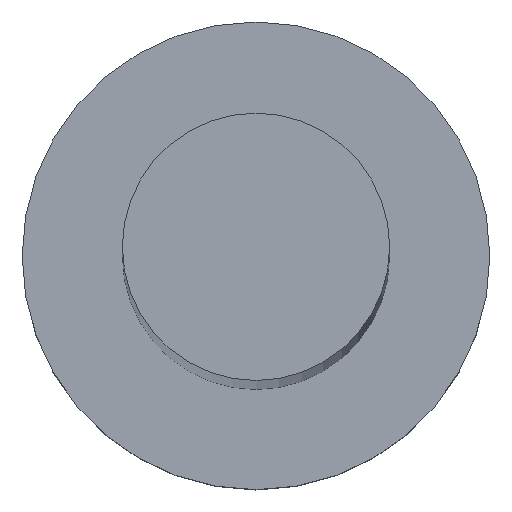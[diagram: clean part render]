
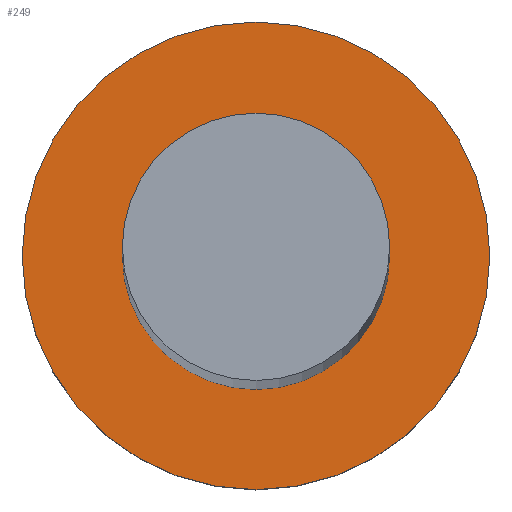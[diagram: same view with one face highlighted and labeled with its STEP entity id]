
A CAD part, top view. The second image highlights one B-rep face of the part: STEP entity #249.
In plain terms, the highlighted planar face has unit normal (0, 0, 1).
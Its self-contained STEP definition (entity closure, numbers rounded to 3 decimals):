
#1 = AXIS2_PLACEMENT_3D ( 'NONE', #110, #57, #188 ) ;
#8 = EDGE_LOOP ( 'NONE', ( #18, #66 ) ) ;
#18 = ORIENTED_EDGE ( 'NONE', *, *, #228, .T. ) ;
#20 = EDGE_CURVE ( 'NONE', #237, #119, #58, .T. ) ;
#21 = VERTEX_POINT ( 'NONE', #143 ) ;
#33 = DIRECTION ( 'NONE',  ( 0., 0., 1. ) ) ;
#38 = CARTESIAN_POINT ( 'NONE',  ( 0., 0., 5. ) ) ;
#51 = AXIS2_PLACEMENT_3D ( 'NONE', #59, #210, #129 ) ;
#57 = DIRECTION ( 'NONE',  ( 0., 0., 1. ) ) ;
#58 = CIRCLE ( 'NONE', #153, 4. ) ;
#59 = CARTESIAN_POINT ( 'NONE',  ( 0., 0., 5. ) ) ;
#60 = AXIS2_PLACEMENT_3D ( 'NONE', #38, #230, #79 ) ;
#66 = ORIENTED_EDGE ( 'NONE', *, *, #186, .T. ) ;
#69 = CIRCLE ( 'NONE', #51, 7. ) ;
#77 = CIRCLE ( 'NONE', #1, 7. ) ;
#79 = DIRECTION ( 'NONE',  ( 1., 0., 0. ) ) ;
#82 = VERTEX_POINT ( 'NONE', #124 ) ;
#83 = CARTESIAN_POINT ( 'NONE',  ( 4., 0., 5. ) ) ;
#90 = FACE_BOUND ( 'NONE', #135, .T. ) ;
#94 = PLANE ( 'NONE',  #60 ) ;
#109 = DIRECTION ( 'NONE',  ( 1., 0., 0. ) ) ;
#110 = CARTESIAN_POINT ( 'NONE',  ( 0., 0., 5. ) ) ;
#119 = VERTEX_POINT ( 'NONE', #83 ) ;
#121 = CIRCLE ( 'NONE', #164, 4. ) ;
#124 = CARTESIAN_POINT ( 'NONE',  ( -7., 0., 5. ) ) ;
#129 = DIRECTION ( 'NONE',  ( 1., 0., 0. ) ) ;
#135 = EDGE_LOOP ( 'NONE', ( #155, #142 ) ) ;
#142 = ORIENTED_EDGE ( 'NONE', *, *, #159, .F. ) ;
#143 = CARTESIAN_POINT ( 'NONE',  ( 7., 0., 5. ) ) ;
#153 = AXIS2_PLACEMENT_3D ( 'NONE', #205, #33, #240 ) ;
#155 = ORIENTED_EDGE ( 'NONE', *, *, #20, .F. ) ;
#159 = EDGE_CURVE ( 'NONE', #119, #237, #121, .T. ) ;
#164 = AXIS2_PLACEMENT_3D ( 'NONE', #227, #232, #109 ) ;
#174 = CARTESIAN_POINT ( 'NONE',  ( -4., 0., 5. ) ) ;
#186 = EDGE_CURVE ( 'NONE', #21, #82, #69, .T. ) ;
#188 = DIRECTION ( 'NONE',  ( 1., 0., 0. ) ) ;
#205 = CARTESIAN_POINT ( 'NONE',  ( 0., 0., 5. ) ) ;
#210 = DIRECTION ( 'NONE',  ( 0., 0., 1. ) ) ;
#227 = CARTESIAN_POINT ( 'NONE',  ( 0., 0., 5. ) ) ;
#228 = EDGE_CURVE ( 'NONE', #82, #21, #77, .T. ) ;
#230 = DIRECTION ( 'NONE',  ( 0., 0., 1. ) ) ;
#232 = DIRECTION ( 'NONE',  ( 0., 0., 1. ) ) ;
#237 = VERTEX_POINT ( 'NONE', #174 ) ;
#240 = DIRECTION ( 'NONE',  ( 1., 0., 0. ) ) ;
#247 = FACE_OUTER_BOUND ( 'NONE', #8, .T. ) ;
#249 = ADVANCED_FACE ( 'NONE', ( #90, #247 ), #94, .T. ) ;
